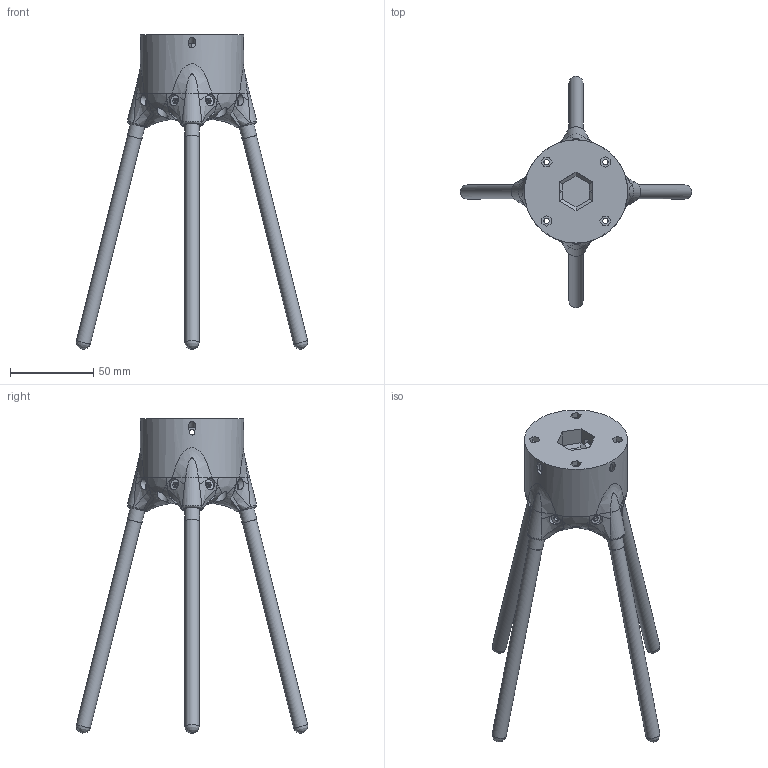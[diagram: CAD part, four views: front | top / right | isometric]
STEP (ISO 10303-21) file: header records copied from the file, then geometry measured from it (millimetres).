
FILE_DESCRIPTION(/* description */ (''),/* implementation_level */ '2;1');
FILE_NAME(/* name */ 'gripper.step',/* time_stamp */ '2024-03-30T08:55:24+03:00',/* author */ (''),/* organization */ (''),/* preprocessor_version */ 'ST-DEVELOPER v20',/* originating_system */ 'Autodesk Translation Framework v12.20.1.177',/* authorisation */ '');
FILE_SCHEMA (('AUTOMOTIVE_DESIGN { 1 0 10303 214 3 1 1 }'));
Length unit declared in the file: millimetre
Products named in the file (6): gripper 4; finger 3; finger 3_1; finger 3_2; finger 3_3; pc4-м5
Assembly tree (8 placements, depth 3):
  gripper 4
    finger 3
      pc4-м5
    finger 3_1
      pc4-м5
    finger 3_2
      pc4-м5
    finger 3_3
      pc4-м5
Bounding box: 138.94 x 138.97 x 188.78 mm (x, y, z)
Volume: 113037.5 mm3; surface area: 62836 mm2
Topology: 14 solids, 14 shells, 499 faces, 1219 edges, 798 vertices
Faces by surface type: plane 284, cylinder 130, bspline 60, cone 13, torus 12
Full cylindrical faces by diameter (mm): 3 x4, 3.2 x8, 3.3 x24, 3.4 x2, 4 x4, 4.5 x4, 4.901 x4, 5 x8, 6.6 x8, 6.7 x4, 8 x12, 8.5 x4, 9 x4, 10 x4, 62 x1
Entity records: 16332 total; most frequent: CARTESIAN_POINT 5786, ORIENTED_EDGE 2216, DIRECTION 1954, EDGE_CURVE 1108, VERTEX_POINT 726, AXIS2_PLACEMENT_3D 694, LINE 566, VECTOR 566
